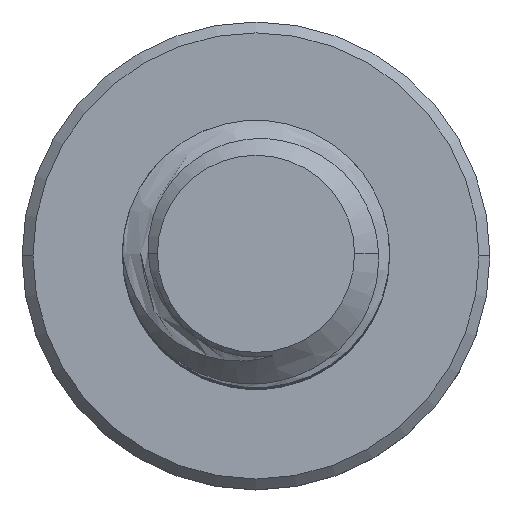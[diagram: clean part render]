
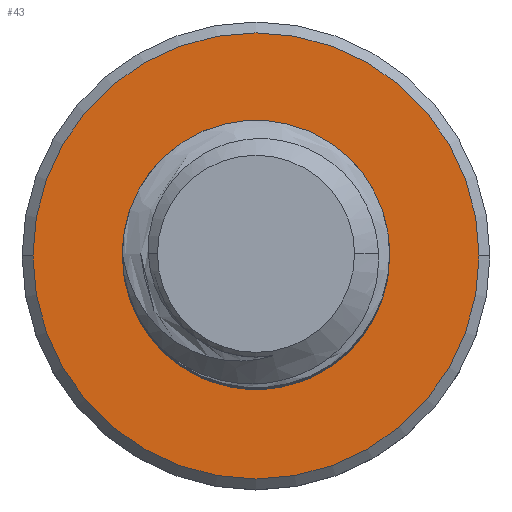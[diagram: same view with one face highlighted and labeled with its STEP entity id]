
A CAD part, top view. The second image highlights one B-rep face of the part: STEP entity #43.
In plain terms, the highlighted planar face has unit normal (0, 0, 1).
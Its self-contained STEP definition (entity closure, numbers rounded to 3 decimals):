
#43 = ADVANCED_FACE ( 'NONE', ( #2939, #4303 ), #658, .T. ) ;
#327 = ORIENTED_EDGE ( 'NONE', *, *, #1906, .F. ) ;
#397 = ORIENTED_EDGE ( 'NONE', *, *, #2731, .T. ) ;
#615 = DIRECTION ( 'NONE',  ( 0., 0., 1. ) ) ;
#618 = CARTESIAN_POINT ( 'NONE',  ( 0., 0., -8.35 ) ) ;
#658 = PLANE ( 'NONE',  #6333 ) ;
#1082 = CARTESIAN_POINT ( 'NONE',  ( -2., 0., -8.35 ) ) ;
#1159 = VERTEX_POINT ( 'NONE', #1166 ) ;
#1166 = CARTESIAN_POINT ( 'NONE',  ( 2., 0., -8.35 ) ) ;
#1634 = DIRECTION ( 'NONE',  ( 0., 0., 1. ) ) ;
#1847 = DIRECTION ( 'NONE',  ( 0., 0., 1. ) ) ;
#1906 = EDGE_CURVE ( 'NONE', #1159, #3754, #3400, .T. ) ;
#2111 = EDGE_LOOP ( 'NONE', ( #6122, #327 ) ) ;
#2688 = DIRECTION ( 'NONE',  ( 1., 0., 0. ) ) ;
#2731 = EDGE_CURVE ( 'NONE', #5248, #3799, #5551, .T. ) ;
#2799 = DIRECTION ( 'NONE',  ( 0., 0., 1. ) ) ;
#2818 = DIRECTION ( 'NONE',  ( 1., 0., 0. ) ) ;
#2939 = FACE_BOUND ( 'NONE', #2111, .T. ) ;
#3368 = CARTESIAN_POINT ( 'NONE',  ( 0., 0., -8.35 ) ) ;
#3400 = CIRCLE ( 'NONE', #6585, 2. ) ;
#3646 = ORIENTED_EDGE ( 'NONE', *, *, #4914, .T. ) ;
#3665 = CARTESIAN_POINT ( 'NONE',  ( 0., 0., -8.35 ) ) ;
#3754 = VERTEX_POINT ( 'NONE', #1082 ) ;
#3799 = VERTEX_POINT ( 'NONE', #4649 ) ;
#4169 = CARTESIAN_POINT ( 'NONE',  ( 3.337, 0., -8.35 ) ) ;
#4173 = DIRECTION ( 'NONE',  ( 1., 0., 0. ) ) ;
#4303 = FACE_OUTER_BOUND ( 'NONE', #6582, .T. ) ;
#4595 = AXIS2_PLACEMENT_3D ( 'NONE', #618, #1634, #6151 ) ;
#4649 = CARTESIAN_POINT ( 'NONE',  ( 3.337, 0., -8.35 ) ) ;
#4913 = CARTESIAN_POINT ( 'NONE',  ( 0., 0., -8.35 ) ) ;
#4914 = EDGE_CURVE ( 'NONE', #3799, #5248, #5612, .T. ) ;
#5222 = CARTESIAN_POINT ( 'NONE',  ( -3.337, 0., -8.35 ) ) ;
#5248 = VERTEX_POINT ( 'NONE', #5222 ) ;
#5519 = DIRECTION ( 'NONE',  ( 1., 0., 0. ) ) ;
#5551 = CIRCLE ( 'NONE', #5732, 3.337 ) ;
#5612 = CIRCLE ( 'NONE', #4595, 3.337 ) ;
#5728 = EDGE_CURVE ( 'NONE', #3754, #1159, #5862, .T. ) ;
#5732 = AXIS2_PLACEMENT_3D ( 'NONE', #4913, #1847, #5519 ) ;
#5747 = DIRECTION ( 'NONE',  ( 0., 0., 1. ) ) ;
#5862 = CIRCLE ( 'NONE', #5928, 2. ) ;
#5928 = AXIS2_PLACEMENT_3D ( 'NONE', #3665, #615, #4173 ) ;
#6122 = ORIENTED_EDGE ( 'NONE', *, *, #5728, .F. ) ;
#6151 = DIRECTION ( 'NONE',  ( 1., 0., 0. ) ) ;
#6333 = AXIS2_PLACEMENT_3D ( 'NONE', #4169, #5747, #2688 ) ;
#6582 = EDGE_LOOP ( 'NONE', ( #397, #3646 ) ) ;
#6585 = AXIS2_PLACEMENT_3D ( 'NONE', #3368, #2799, #2818 ) ;
